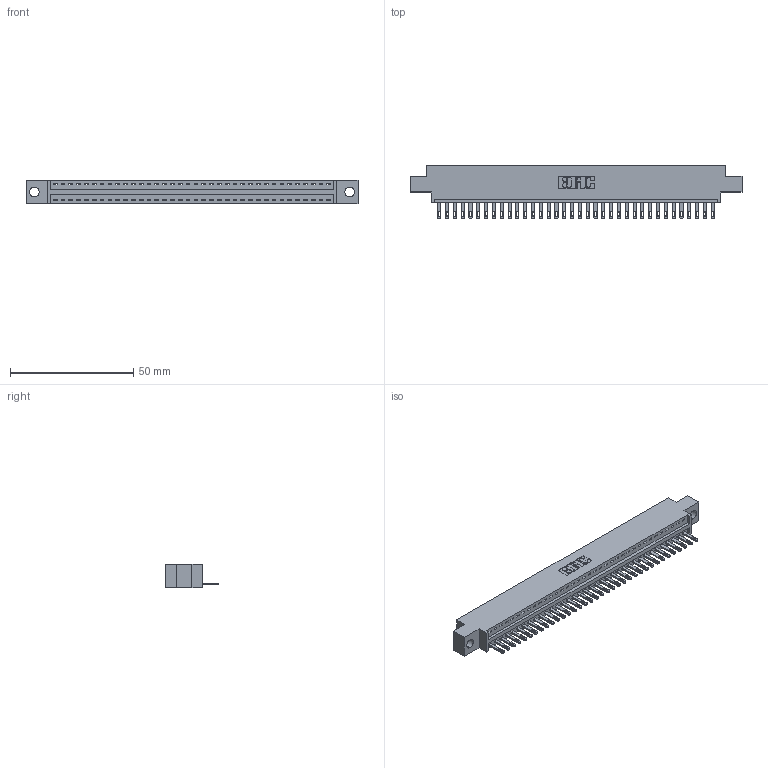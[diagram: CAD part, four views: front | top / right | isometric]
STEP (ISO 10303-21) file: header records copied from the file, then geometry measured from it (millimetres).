
FILE_DESCRIPTION (( 'STEP AP203' ), '1' );
FILE_NAME ('346-036-500-604.STEP', '2018-08-24T00:45:14', ( '' ), ( '' ), 'SwSTEP 2.0', 'SolidWorks 2016', '' );
FILE_SCHEMA (( 'CONFIG_CONTROL_DESIGN' ));
Length unit declared in the file: inch
Products named in the file (3): 345-292-001_345-293-100; 346-036-500-604; 346 Part_0.170 Offset - 0.156 Dia-TH
Assembly tree (37 placements, depth 2):
  346-036-500-604
    346 Part_0.170 Offset - 0.156 Dia-TH
    345-292-001_345-293-100  x36
Bounding box: 134.87 x 21.84 x 9.4 mm (x, y, z)
Volume: 12648.9 mm3; surface area: 15793.9 mm2
Topology: 37 solids, 37 shells, 2070 faces, 6389 edges, 4258 vertices
Faces by surface type: plane 1304, cylinder 766
Entity records: 23215 total; most frequent: CARTESIAN_POINT 3988, ORIENTED_EDGE 3958, DIRECTION 3527, EDGE_CURVE 1979, VECTOR 1699, LINE 1699, VERTEX_POINT 1318, AXIS2_PLACEMENT_3D 914
